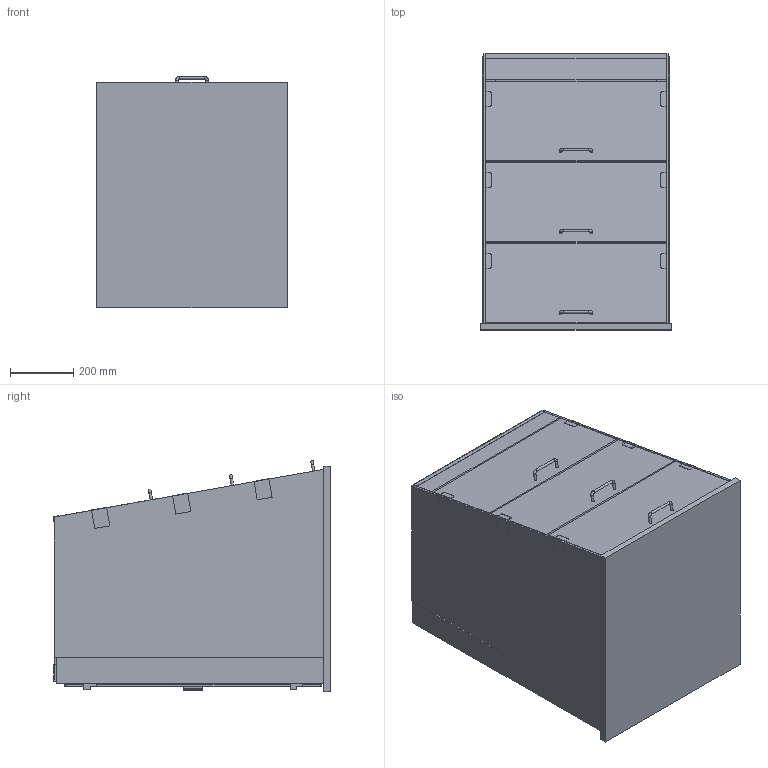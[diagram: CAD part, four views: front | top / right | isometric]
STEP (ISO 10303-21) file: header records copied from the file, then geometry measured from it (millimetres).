
FILE_DESCRIPTION (( 'STEP AP214' ), '1' );
FILE_NAME ('EU310795_Foodstation Neutral Flaps 87.STEP', '2022-04-27T08:28:55', ( '' ), ( '' ), 'SwSTEP 2.0', 'SolidWorks 2017', '' );
FILE_SCHEMA (( 'AUTOMOTIVE_DESIGN' ));
Length unit declared in the file: millimetre
Products named in the file (1): EU310795_Foodstation Neutral Flaps 87
Bounding box: 600 x 871 x 727.9 mm (x, y, z)
Volume: 35151977.4 mm3; surface area: 7720642.7 mm2
Topology: 46 solids, 46 shells, 500 faces, 1153 edges, 746 vertices
Faces by surface type: plane 353, cylinder 117, torus 30
Full cylindrical faces by diameter (mm): 8 x9
Entity records: 14931 total; most frequent: CARTESIAN_POINT 2401, DIRECTION 2394, ORIENTED_EDGE 2276, EDGE_CURVE 1138, LINE 876, VECTOR 876, AXIS2_PLACEMENT_3D 759, VERTEX_POINT 746
